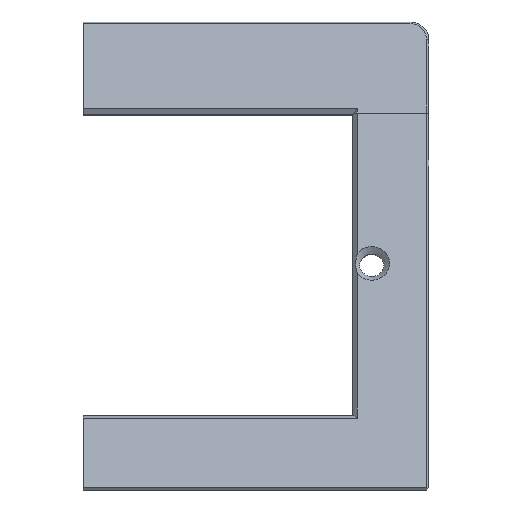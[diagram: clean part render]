
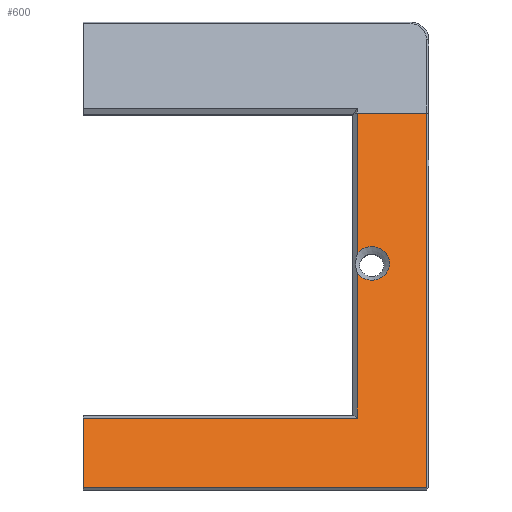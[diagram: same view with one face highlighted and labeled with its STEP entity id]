
A CAD part, left-side view. The second image highlights one B-rep face of the part: STEP entity #600.
In plain terms, the highlighted planar face has unit normal (-0.94, 0, 0.342).
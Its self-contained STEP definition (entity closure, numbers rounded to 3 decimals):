
#38=CIRCLE('',#666,7.5);
#39=CIRCLE('',#667,7.5);
#62=FACE_OUTER_BOUND('',#95,.T.);
#95=EDGE_LOOP('',(#494,#495,#496,#497,#498,#499,#500,#501,#502));
#149=LINE('',#945,#222);
#158=LINE('',#966,#231);
#161=LINE('',#972,#234);
#162=LINE('',#978,#235);
#163=LINE('',#980,#236);
#164=LINE('',#982,#237);
#165=LINE('',#983,#238);
#222=VECTOR('',#774,10.);
#231=VECTOR('',#791,10.);
#234=VECTOR('',#796,10.);
#235=VECTOR('',#801,10.);
#236=VECTOR('',#802,10.);
#237=VECTOR('',#803,10.);
#238=VECTOR('',#804,10.);
#280=VERTEX_POINT('',#935);
#284=VERTEX_POINT('',#943);
#292=VERTEX_POINT('',#965);
#294=VERTEX_POINT('',#971);
#295=VERTEX_POINT('',#973);
#296=VERTEX_POINT('',#975);
#297=VERTEX_POINT('',#977);
#298=VERTEX_POINT('',#979);
#299=VERTEX_POINT('',#981);
#352=EDGE_CURVE('',#280,#284,#149,.T.);
#362=EDGE_CURVE('',#280,#292,#158,.T.);
#365=EDGE_CURVE('',#294,#284,#161,.T.);
#366=EDGE_CURVE('',#295,#294,#38,.T.);
#367=EDGE_CURVE('',#296,#295,#39,.T.);
#368=EDGE_CURVE('',#297,#296,#162,.T.);
#369=EDGE_CURVE('',#298,#297,#163,.T.);
#370=EDGE_CURVE('',#299,#298,#164,.T.);
#371=EDGE_CURVE('',#292,#299,#165,.T.);
#494=ORIENTED_EDGE('',*,*,#352,.T.);
#495=ORIENTED_EDGE('',*,*,#365,.F.);
#496=ORIENTED_EDGE('',*,*,#366,.F.);
#497=ORIENTED_EDGE('',*,*,#367,.F.);
#498=ORIENTED_EDGE('',*,*,#368,.F.);
#499=ORIENTED_EDGE('',*,*,#369,.F.);
#500=ORIENTED_EDGE('',*,*,#370,.F.);
#501=ORIENTED_EDGE('',*,*,#371,.F.);
#502=ORIENTED_EDGE('',*,*,#362,.F.);
#570=PLANE('',#665);
#600=ADVANCED_FACE('',(#62),#570,.T.);
#665=AXIS2_PLACEMENT_3D('',#970,#794,#795);
#666=AXIS2_PLACEMENT_3D('',#974,#797,#798);
#667=AXIS2_PLACEMENT_3D('',#976,#799,#800);
#774=DIRECTION('',(0.,1.,0.));
#791=DIRECTION('',(-0.342,0.,-0.94));
#794=DIRECTION('center_axis',(-0.94,0.,0.342));
#795=DIRECTION('ref_axis',(-0.342,0.,-0.94));
#796=DIRECTION('',(0.342,0.,0.94));
#797=DIRECTION('center_axis',(-0.94,0.,0.342));
#798=DIRECTION('ref_axis',(-0.342,0.,-0.94));
#799=DIRECTION('center_axis',(-0.94,0.,0.342));
#800=DIRECTION('ref_axis',(-0.342,0.,-0.94));
#801=DIRECTION('',(0.342,0.,0.94));
#802=DIRECTION('',(0.,-1.,0.));
#803=DIRECTION('',(0.342,0.,0.94));
#804=DIRECTION('',(0.,1.,0.));
#935=CARTESIAN_POINT('',(-100.307,-144.,283.955));
#943=CARTESIAN_POINT('',(-100.307,-115.,283.955));
#945=CARTESIAN_POINT('',(-100.307,-38.75,283.955));
#965=CARTESIAN_POINT('',(-157.456,-144.,126.94));
#966=CARTESIAN_POINT('',(-139.896,-144.,175.185));
#970=CARTESIAN_POINT('Origin',(-122.367,-5.,223.345));
#971=CARTESIAN_POINT('',(-121.683,-115.,225.224));
#972=CARTESIAN_POINT('',(-111.337,-115.,253.65));
#973=CARTESIAN_POINT('',(-120.657,-121.,228.043));
#974=CARTESIAN_POINT('Origin',(-123.222,-121.,220.995));
#975=CARTESIAN_POINT('',(-124.761,-115.,216.767));
#976=CARTESIAN_POINT('Origin',(-123.222,-121.,220.995));
#977=CARTESIAN_POINT('',(-146.822,-115.,156.157));
#978=CARTESIAN_POINT('',(-111.337,-115.,253.65));
#979=CARTESIAN_POINT('',(-146.822,0.,156.157));
#980=CARTESIAN_POINT('',(-146.822,-59.,156.157));
#981=CARTESIAN_POINT('',(-157.456,0.,126.94));
#982=CARTESIAN_POINT('',(-121.754,0.,225.03));
#983=CARTESIAN_POINT('',(-157.456,65.,126.94));
